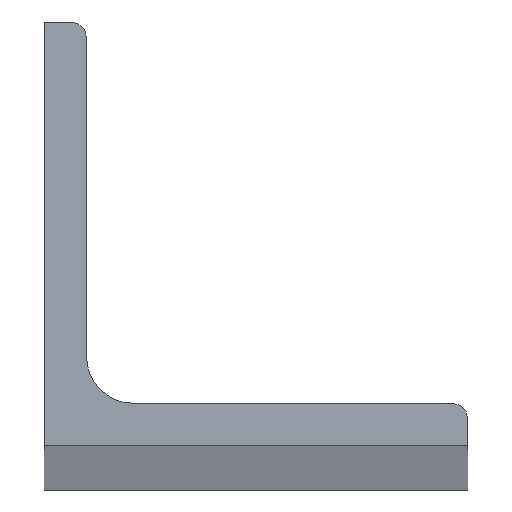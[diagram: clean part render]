
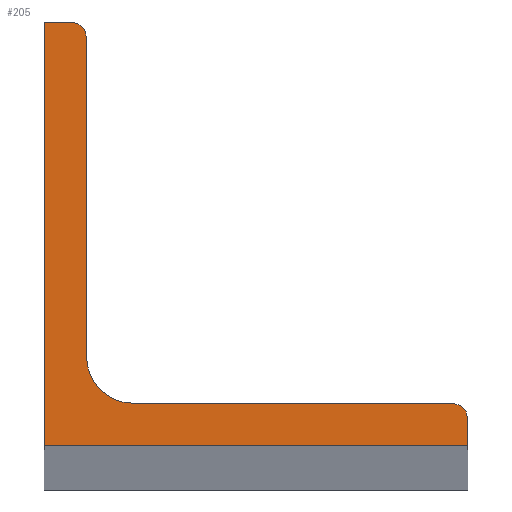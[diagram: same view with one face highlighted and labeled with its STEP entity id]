
A CAD part, top view. The second image highlights one B-rep face of the part: STEP entity #205.
In plain terms, the highlighted planar face has unit normal (0, 0, 1).
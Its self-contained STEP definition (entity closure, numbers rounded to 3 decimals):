
#22=PLANE('',#245);
#33=FACE_OUTER_BOUND('',#44,.T.);
#44=EDGE_LOOP('',(#183,#184,#185,#186,#187,#188,#189,#190,#191));
#47=LINE('',#315,#68);
#50=LINE('',#321,#71);
#53=LINE('',#327,#74);
#56=LINE('',#333,#77);
#60=LINE('',#345,#81);
#64=LINE('',#356,#85);
#68=VECTOR('',#258,10.);
#71=VECTOR('',#263,10.);
#74=VECTOR('',#268,10.);
#77=VECTOR('',#273,10.);
#81=VECTOR('',#285,10.);
#85=VECTOR('',#297,10.);
#87=CIRCLE('',#230,1.8);
#89=CIRCLE('',#237,1.8);
#91=CIRCLE('',#241,5.5);
#93=VERTEX_POINT('',#305);
#94=VERTEX_POINT('',#306);
#97=VERTEX_POINT('',#314);
#99=VERTEX_POINT('',#320);
#101=VERTEX_POINT('',#326);
#103=VERTEX_POINT('',#332);
#105=VERTEX_POINT('',#338);
#107=VERTEX_POINT('',#344);
#109=VERTEX_POINT('',#350);
#111=EDGE_CURVE('',#93,#94,#87,.T.);
#115=EDGE_CURVE('',#94,#97,#47,.T.);
#118=EDGE_CURVE('',#97,#99,#50,.T.);
#121=EDGE_CURVE('',#99,#101,#53,.T.);
#124=EDGE_CURVE('',#101,#103,#56,.T.);
#127=EDGE_CURVE('',#103,#105,#89,.T.);
#130=EDGE_CURVE('',#105,#107,#60,.T.);
#133=EDGE_CURVE('',#107,#109,#91,.T.);
#136=EDGE_CURVE('',#109,#93,#64,.T.);
#183=ORIENTED_EDGE('',*,*,#124,.F.);
#184=ORIENTED_EDGE('',*,*,#121,.F.);
#185=ORIENTED_EDGE('',*,*,#118,.F.);
#186=ORIENTED_EDGE('',*,*,#115,.F.);
#187=ORIENTED_EDGE('',*,*,#111,.F.);
#188=ORIENTED_EDGE('',*,*,#136,.F.);
#189=ORIENTED_EDGE('',*,*,#133,.F.);
#190=ORIENTED_EDGE('',*,*,#130,.F.);
#191=ORIENTED_EDGE('',*,*,#127,.F.);
#205=ADVANCED_FACE('',(#33),#22,.T.);
#230=AXIS2_PLACEMENT_3D('',#307,#250,#251);
#237=AXIS2_PLACEMENT_3D('',#339,#278,#279);
#241=AXIS2_PLACEMENT_3D('',#351,#290,#291);
#245=AXIS2_PLACEMENT_3D('',#359,#301,#302);
#250=DIRECTION('center_axis',(0.,0.,-1.));
#251=DIRECTION('ref_axis',(1.,0.,0.));
#258=DIRECTION('',(0.,-1.,0.));
#263=DIRECTION('',(-1.,0.,0.));
#268=DIRECTION('',(0.,1.,0.));
#273=DIRECTION('',(1.,0.,0.));
#278=DIRECTION('center_axis',(0.,0.,-1.));
#279=DIRECTION('ref_axis',(1.,0.,0.));
#285=DIRECTION('',(0.,-1.,0.));
#290=DIRECTION('center_axis',(0.,0.,1.));
#291=DIRECTION('ref_axis',(1.,0.,0.));
#297=DIRECTION('',(1.,0.,0.));
#301=DIRECTION('center_axis',(0.,0.,1.));
#302=DIRECTION('ref_axis',(1.,0.,0.));
#305=CARTESIAN_POINT('',(34.,-9.2,3000.));
#306=CARTESIAN_POINT('',(35.8,-11.,3000.));
#307=CARTESIAN_POINT('Origin',(34.,-11.,3000.));
#314=CARTESIAN_POINT('',(35.8,-14.2,3000.));
#315=CARTESIAN_POINT('',(35.8,-0.1,3000.));
#320=CARTESIAN_POINT('',(-14.2,-14.2,3000.));
#321=CARTESIAN_POINT('',(23.3,-14.2,3000.));
#326=CARTESIAN_POINT('',(-14.2,35.8,3000.));
#327=CARTESIAN_POINT('',(-14.2,-1.7,3000.));
#332=CARTESIAN_POINT('',(-11.,35.8,3000.));
#333=CARTESIAN_POINT('',(-1.7,35.8,3000.));
#338=CARTESIAN_POINT('',(-9.2,34.,3000.));
#339=CARTESIAN_POINT('Origin',(-11.,34.,3000.));
#344=CARTESIAN_POINT('',(-9.2,-3.7,3000.));
#345=CARTESIAN_POINT('',(-9.2,22.4,3000.));
#350=CARTESIAN_POINT('',(-3.7,-9.2,3000.));
#351=CARTESIAN_POINT('Origin',(-3.7,-3.7,3000.));
#356=CARTESIAN_POINT('',(3.55,-9.2,3000.));
#359=CARTESIAN_POINT('Origin',(10.8,10.8,3000.));
